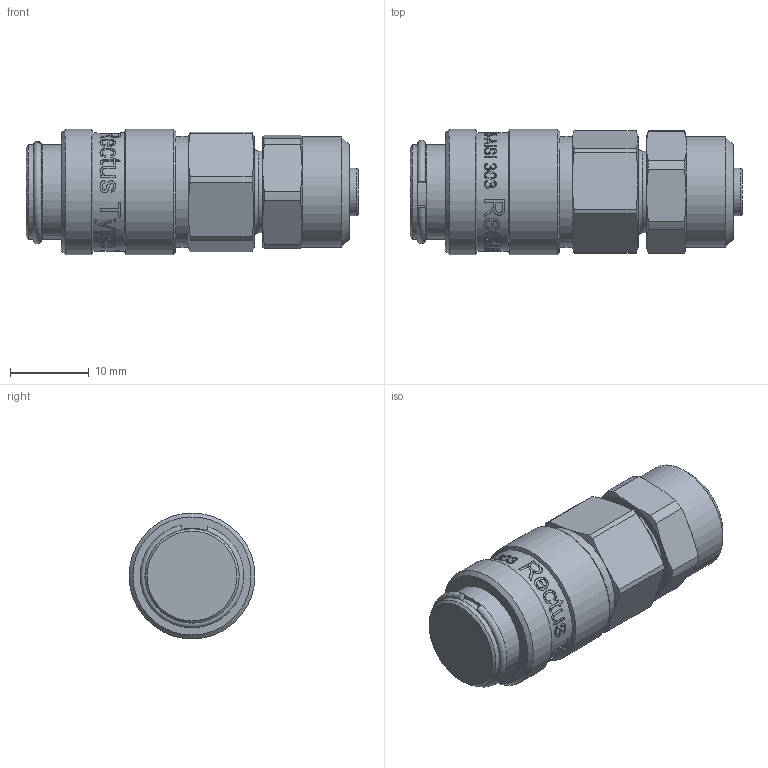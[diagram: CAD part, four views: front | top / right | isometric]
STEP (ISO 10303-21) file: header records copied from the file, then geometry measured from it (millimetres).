
FILE_DESCRIPTION((''),'2;1');
FILE_NAME('21klko08rvx.stp','2014-04-07T07:33:26',('IA176480'),(''),'Autodesk Inventor 2013','Autodesk Inventor 2013','');
FILE_SCHEMA(('AUTOMOTIVE_DESIGN { 1 0 10303 214 1 1 1 1 }'));
Length unit declared in the file: millimetre
Products named in the file (1): D109966
Bounding box: 42.15 x 15.99 x 15.99 mm (x, y, z)
Volume: 6010.4 mm3; surface area: 4562.1 mm2
Topology: 2 solids, 4 shells, 473 faces, 1198 edges, 782 vertices
Faces by surface type: bspline 195, plane 148, cylinder 76, cone 44, torus 10
Full cylindrical faces by diameter (mm): 6.05 x1, 6.7 x1, 10.245 x1, 10.4 x1, 10.7 x1, 11 x1, 11.15 x1, 11.4 x1, 12 x3, 12.1 x1, 12.15 x1, 12.5 x1, 12.6 x1, 12.75 x1, 14 x3, 14.6 x1, 15 x1, 16 x2
Entity records: 60917 total; most frequent: CARTESIAN_POINT 50860, ORIENTED_EDGE 2266, DIRECTION 1320, EDGE_CURVE 1133, VERTEX_POINT 770, EDGE_LOOP 581, B_SPLINE_CURVE_WITH_KNOTS 508, FACE_OUTER_BOUND 473
